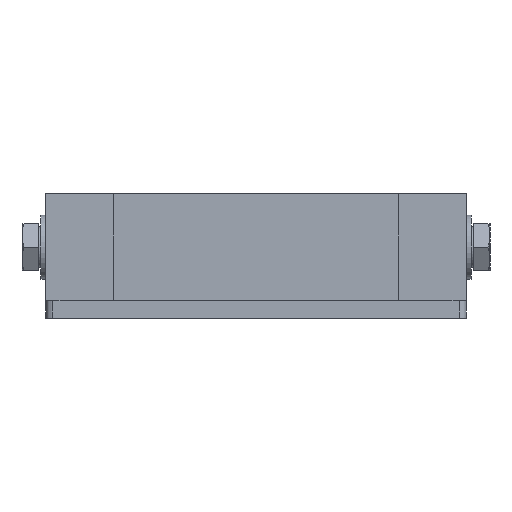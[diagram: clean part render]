
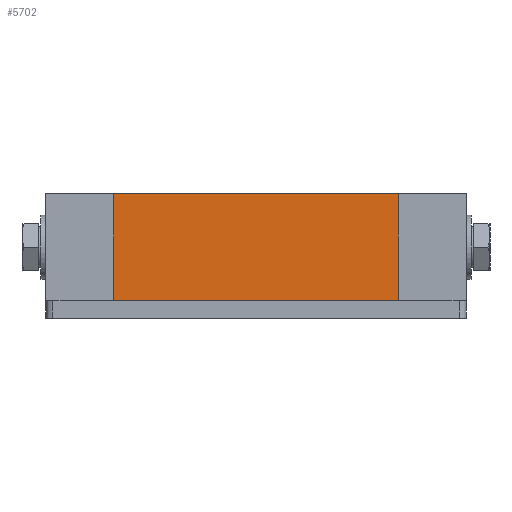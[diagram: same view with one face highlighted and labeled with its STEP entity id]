
A CAD part, left-side view. The second image highlights one B-rep face of the part: STEP entity #5702.
In plain terms, the highlighted planar face has unit normal (-1, 0, 0).
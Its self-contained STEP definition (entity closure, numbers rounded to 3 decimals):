
#571=FACE_OUTER_BOUND('',#925,.T.);
#925=EDGE_LOOP('',(#4508,#4509,#4510,#4511));
#1549=LINE('',#9198,#2087);
#1550=LINE('',#9201,#2088);
#1551=LINE('',#9203,#2089);
#1552=LINE('',#9204,#2090);
#2087=VECTOR('',#6955,10.);
#2088=VECTOR('',#6958,10.);
#2089=VECTOR('',#6959,10.);
#2090=VECTOR('',#6960,10.);
#2570=VERTEX_POINT('',#9194);
#2571=VERTEX_POINT('',#9196);
#2572=VERTEX_POINT('',#9200);
#2573=VERTEX_POINT('',#9202);
#3257=EDGE_CURVE('',#2570,#2571,#1549,.T.);
#3258=EDGE_CURVE('',#2570,#2572,#1550,.T.);
#3259=EDGE_CURVE('',#2573,#2571,#1551,.T.);
#3260=EDGE_CURVE('',#2572,#2573,#1552,.T.);
#4508=ORIENTED_EDGE('',*,*,#3258,.F.);
#4509=ORIENTED_EDGE('',*,*,#3257,.T.);
#4510=ORIENTED_EDGE('',*,*,#3259,.F.);
#4511=ORIENTED_EDGE('',*,*,#3260,.F.);
#5382=PLANE('',#6039);
#5702=ADVANCED_FACE('',(#571),#5382,.T.);
#6039=AXIS2_PLACEMENT_3D('',#9199,#6956,#6957);
#6955=DIRECTION('',(0.,0.,-1.));
#6956=DIRECTION('center_axis',(-1.,0.,0.));
#6957=DIRECTION('ref_axis',(0.,1.,0.));
#6958=DIRECTION('',(0.,-1.,0.));
#6959=DIRECTION('',(0.,1.,0.));
#6960=DIRECTION('',(0.,0.,-1.));
#9194=CARTESIAN_POINT('',(-150.,46.,0.));
#9196=CARTESIAN_POINT('',(-150.,46.,-30.));
#9198=CARTESIAN_POINT('',(-150.,46.,0.));
#9199=CARTESIAN_POINT('Origin',(-150.,-46.,0.));
#9200=CARTESIAN_POINT('',(-150.,-46.,0.));
#9201=CARTESIAN_POINT('',(-150.,46.,0.));
#9202=CARTESIAN_POINT('',(-150.,-46.,-30.));
#9203=CARTESIAN_POINT('',(-150.,46.,-30.));
#9204=CARTESIAN_POINT('',(-150.,-46.,0.));
